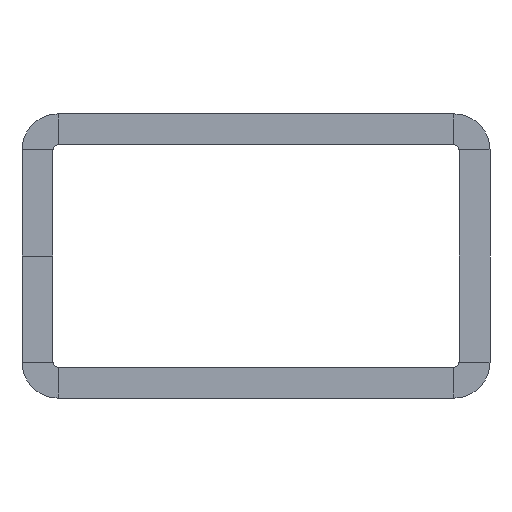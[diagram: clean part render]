
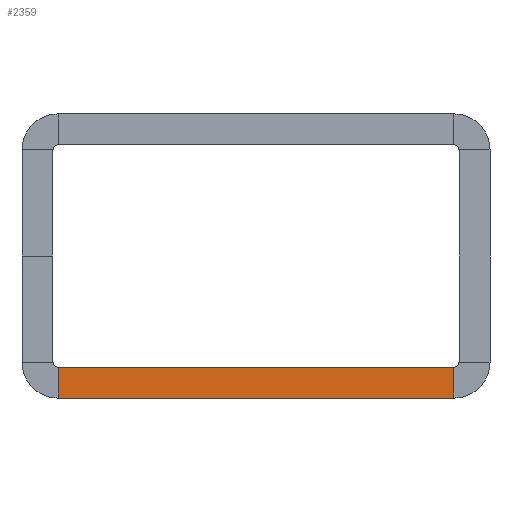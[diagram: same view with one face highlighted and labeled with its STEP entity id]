
A CAD part, front view. The second image highlights one B-rep face of the part: STEP entity #2359.
In plain terms, the highlighted planar face has unit normal (0, -1, 0).
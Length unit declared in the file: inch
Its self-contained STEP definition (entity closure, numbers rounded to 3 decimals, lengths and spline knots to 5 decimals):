
#111 = PLANE ( 'NONE',  #1362 ) ;
#122 = CARTESIAN_POINT ( 'NONE',  ( 1.20866, 0., -0.86811 ) ) ;
#179 = LINE ( 'NONE', #537, #1497 ) ;
#265 = DIRECTION ( 'NONE',  ( 0., 0., 1. ) ) ;
#312 = VERTEX_POINT ( 'NONE', #122 ) ;
#344 = VECTOR ( 'NONE', #1935, 39.37008 ) ;
#393 = CARTESIAN_POINT ( 'NONE',  ( 1.20866, 0., -0.67913 ) ) ;
#484 = CARTESIAN_POINT ( 'NONE',  ( -1.20866, 0., -0.86811 ) ) ;
#493 = VERTEX_POINT ( 'NONE', #1277 ) ;
#508 = ORIENTED_EDGE ( 'NONE', *, *, #1213, .T. ) ;
#537 = CARTESIAN_POINT ( 'NONE',  ( -1.20866, 0., -0.86811 ) ) ;
#557 = VECTOR ( 'NONE', #663, 39.37008 ) ;
#663 = DIRECTION ( 'NONE',  ( 0., 0., 1. ) ) ;
#671 = LINE ( 'NONE', #1565, #1805 ) ;
#687 = CARTESIAN_POINT ( 'NONE',  ( -1.20866, 0., -0.67913 ) ) ;
#707 = EDGE_CURVE ( 'NONE', #312, #493, #1771, .T. ) ;
#796 = ORIENTED_EDGE ( 'NONE', *, *, #707, .T. ) ;
#1038 = CARTESIAN_POINT ( 'NONE',  ( -1.20866, 0., -0.67913 ) ) ;
#1052 = VERTEX_POINT ( 'NONE', #484 ) ;
#1082 = DIRECTION ( 'NONE',  ( 1., 0., 0. ) ) ;
#1213 = EDGE_CURVE ( 'NONE', #1052, #312, #179, .T. ) ;
#1277 = CARTESIAN_POINT ( 'NONE',  ( 1.20866, 0., -0.67913 ) ) ;
#1362 = AXIS2_PLACEMENT_3D ( 'NONE', #687, #1580, #265 ) ;
#1380 = ORIENTED_EDGE ( 'NONE', *, *, #1691, .F. ) ;
#1497 = VECTOR ( 'NONE', #1082, 39.37008 ) ;
#1551 = LINE ( 'NONE', #2298, #557 ) ;
#1565 = CARTESIAN_POINT ( 'NONE',  ( -1.20866, 0., -0.67913 ) ) ;
#1580 = DIRECTION ( 'NONE',  ( 0., 1., 0. ) ) ;
#1634 = EDGE_LOOP ( 'NONE', ( #796, #1380, #2294, #508 ) ) ;
#1691 = EDGE_CURVE ( 'NONE', #1773, #493, #671, .T. ) ;
#1740 = FACE_OUTER_BOUND ( 'NONE', #1634, .T. ) ;
#1763 = EDGE_CURVE ( 'NONE', #1052, #1773, #1551, .T. ) ;
#1771 = LINE ( 'NONE', #393, #344 ) ;
#1773 = VERTEX_POINT ( 'NONE', #1038 ) ;
#1805 = VECTOR ( 'NONE', #2290, 39.37008 ) ;
#1935 = DIRECTION ( 'NONE',  ( 0., 0., 1. ) ) ;
#2290 = DIRECTION ( 'NONE',  ( 1., 0., 0. ) ) ;
#2294 = ORIENTED_EDGE ( 'NONE', *, *, #1763, .F. ) ;
#2298 = CARTESIAN_POINT ( 'NONE',  ( -1.20866, 0., -0.67913 ) ) ;
#2359 = ADVANCED_FACE ( 'NONE', ( #1740 ), #111, .F. ) ;
